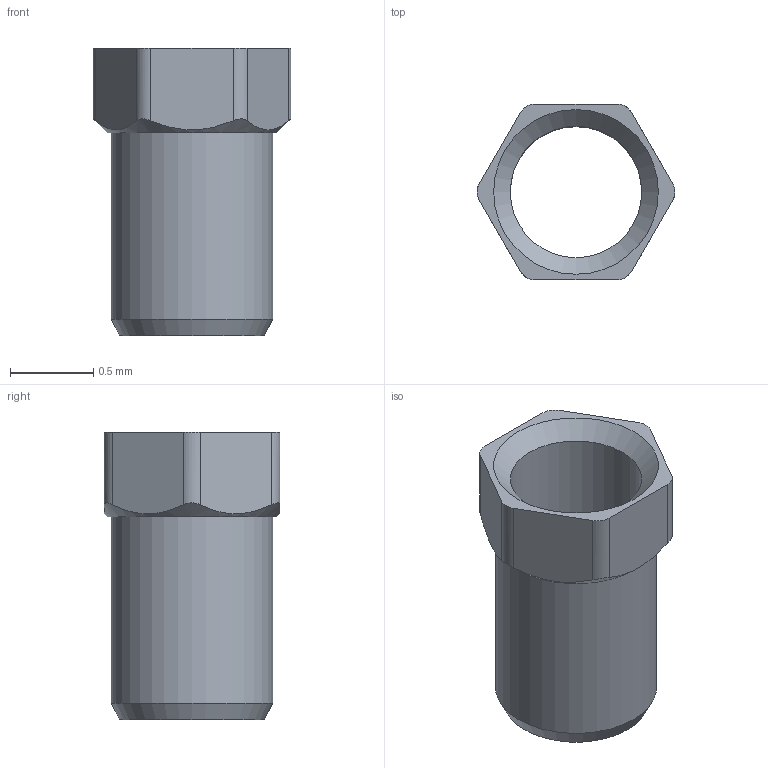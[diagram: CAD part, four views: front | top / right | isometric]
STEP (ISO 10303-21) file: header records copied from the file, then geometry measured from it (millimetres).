
FILE_DESCRIPTION(/* description */ (''),/* implementation_level */ '2;1');
FILE_NAME(/* name */ 'Mill-Max 0531-0-15-15-31-27-10-0 v1.step',/* time_stamp */ '2022-12-30T14:11:39Z',/* author */ (''),/* organization */ (''),/* preprocessor_version */ 'ST-DEVELOPER v19.2',/* originating_system */ 'Autodesk Translation Framework v11.17.0.187',/* authorisation */ '');
FILE_SCHEMA (('AUTOMOTIVE_DESIGN { 1 0 10303 214 3 1 1 }'));
Length unit declared in the file: millimetre
Products named in the file (1): Mill-Max 0531-0-15-15-31-27-10-0
Bounding box: 1.19 x 1.06 x 1.73 mm (x, y, z)
Volume: 0.5 mm3; surface area: 10.4 mm2
Topology: 1 solids, 1 shells, 20 faces, 49 edges, 32 vertices
Faces by surface type: plane 9, cylinder 8, cone 3
Full cylindrical faces by diameter (mm): 0.79 x1, 0.97 x1
Entity records: 693 total; most frequent: CARTESIAN_POINT 193, ORIENTED_EDGE 98, DIRECTION 91, EDGE_CURVE 49, AXIS2_PLACEMENT_3D 34, VERTEX_POINT 32, EDGE_LOOP 23, LINE 23
